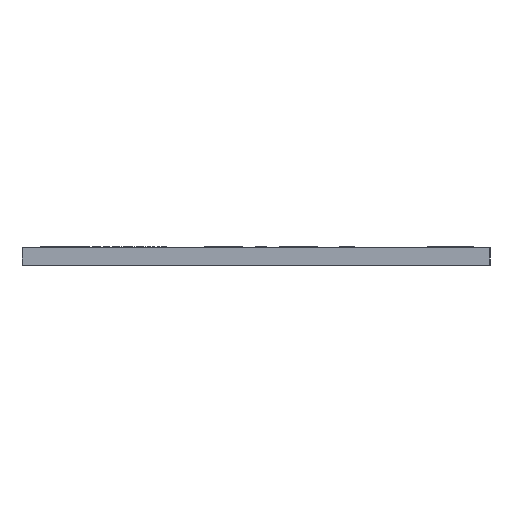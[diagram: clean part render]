
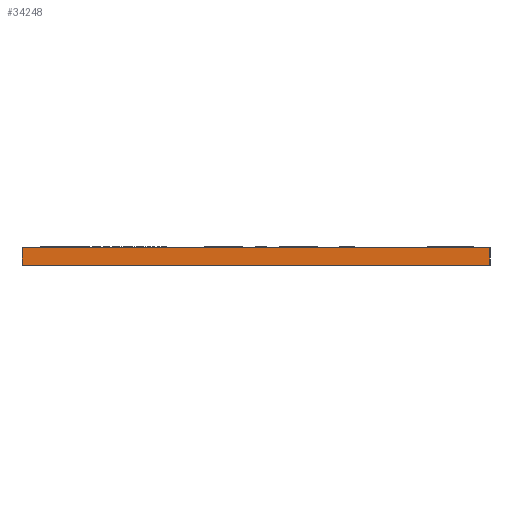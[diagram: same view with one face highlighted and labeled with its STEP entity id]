
A CAD part, left-side view. The second image highlights one B-rep face of the part: STEP entity #34248.
In plain terms, the highlighted planar face has unit normal (-1, 0, 0).
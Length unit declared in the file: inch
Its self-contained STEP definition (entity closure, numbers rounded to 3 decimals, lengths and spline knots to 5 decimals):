
#32917=CARTESIAN_POINT('',(0.0,0.0,0.00189));
#32918=VERTEX_POINT('',#32917);
#32933=CARTESIAN_POINT('',(0.,0.04921,0.00189));
#32934=VERTEX_POINT('',#32933);
#32941=CARTESIAN_POINT('',(0.0,0.0,0.00189));
#32942=DIRECTION('',(0.0,1.0,0.0));
#32943=VECTOR('',#32942,0.04921);
#32944=LINE('',#32941,#32943);
#32945=EDGE_CURVE('',#32918,#32934,#32944,.T.);
#34200=CARTESIAN_POINT('',(0.0,0.0,0.0));
#34201=VERTEX_POINT('',#34200);
#34202=CARTESIAN_POINT('',(0.0,0.0,0.0));
#34203=DIRECTION('',(0.0,0.0,1.0));
#34204=VECTOR('',#34203,0.00189);
#34205=LINE('',#34202,#34204);
#34206=EDGE_CURVE('',#34201,#32918,#34205,.T.);
#34225=CARTESIAN_POINT('',(0.0,0.0,0.0));
#34226=DIRECTION('',(-1.0,0.0,0.0));
#34227=DIRECTION('',(0.0,0.0,1.0));
#34228=AXIS2_PLACEMENT_3D('',#34225,#34226,#34227);
#34229=PLANE('',#34228);
#34230=ORIENTED_EDGE('',*,*,#32945,.T.);
#34231=CARTESIAN_POINT('',(0.,0.04921,0.0));
#34232=VERTEX_POINT('',#34231);
#34233=CARTESIAN_POINT('',(0.,0.04921,0.0));
#34234=DIRECTION('',(0.0,0.0,1.0));
#34235=VECTOR('',#34234,0.00189);
#34236=LINE('',#34233,#34235);
#34237=EDGE_CURVE('',#34232,#32934,#34236,.T.);
#34238=ORIENTED_EDGE('',*,*,#34237,.F.);
#34239=CARTESIAN_POINT('',(0.,0.04921,0.0));
#34240=DIRECTION('',(0.0,-1.0,0.0));
#34241=VECTOR('',#34240,0.04921);
#34242=LINE('',#34239,#34241);
#34243=EDGE_CURVE('',#34232,#34201,#34242,.T.);
#34244=ORIENTED_EDGE('',*,*,#34243,.T.);
#34245=ORIENTED_EDGE('',*,*,#34206,.T.);
#34246=EDGE_LOOP('',(#34230,#34238,#34244,#34245));
#34247=FACE_OUTER_BOUND('',#34246,.T.);
#34248=ADVANCED_FACE('',(#34247),#34229,.T.);
